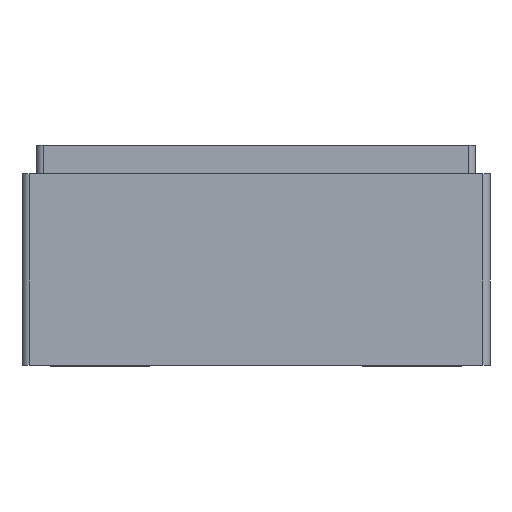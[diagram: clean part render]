
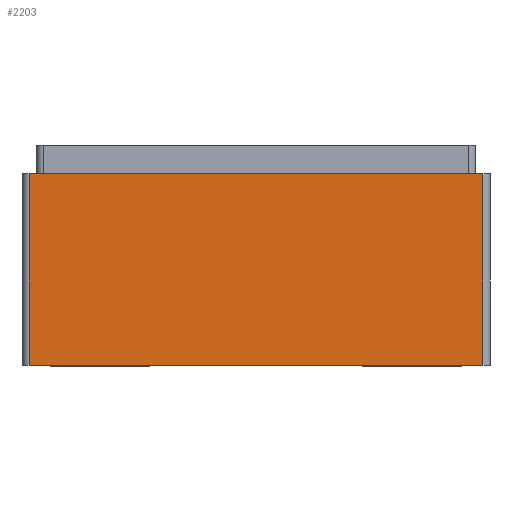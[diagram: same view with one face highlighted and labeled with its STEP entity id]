
A CAD part, front view. The second image highlights one B-rep face of the part: STEP entity #2203.
In plain terms, the highlighted planar face has unit normal (0, -1, 0).
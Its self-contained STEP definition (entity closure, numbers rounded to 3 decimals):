
#53=PLANE('',#2391);
#174=FACE_OUTER_BOUND('',#317,.T.);
#317=EDGE_LOOP('',(#1596,#1597,#1598,#1599));
#474=LINE('',#3282,#738);
#475=LINE('',#3285,#739);
#476=LINE('',#3287,#740);
#477=LINE('',#3288,#741);
#738=VECTOR('',#2628,10.);
#739=VECTOR('',#2631,10.);
#740=VECTOR('',#2632,10.);
#741=VECTOR('',#2633,10.);
#1059=VERTEX_POINT('',#3275);
#1062=VERTEX_POINT('',#3280);
#1063=VERTEX_POINT('',#3284);
#1064=VERTEX_POINT('',#3286);
#1275=EDGE_CURVE('',#1062,#1059,#474,.T.);
#1276=EDGE_CURVE('',#1062,#1063,#475,.T.);
#1277=EDGE_CURVE('',#1064,#1063,#476,.T.);
#1278=EDGE_CURVE('',#1059,#1064,#477,.T.);
#1596=ORIENTED_EDGE('',*,*,#1275,.F.);
#1597=ORIENTED_EDGE('',*,*,#1276,.T.);
#1598=ORIENTED_EDGE('',*,*,#1277,.F.);
#1599=ORIENTED_EDGE('',*,*,#1278,.F.);
#2203=ADVANCED_FACE('',(#174),#53,.T.);
#2391=AXIS2_PLACEMENT_3D('',#3283,#2629,#2630);
#2628=DIRECTION('',(0.,0.,1.));
#2629=DIRECTION('center_axis',(0.,-1.,0.));
#2630=DIRECTION('ref_axis',(1.,0.,0.));
#2631=DIRECTION('',(1.,0.,0.));
#2632=DIRECTION('',(0.,0.,-1.));
#2633=DIRECTION('',(1.,0.,0.));
#3275=CARTESIAN_POINT('',(-1.6,-2.8,1.35));
#3280=CARTESIAN_POINT('',(-1.6,-2.8,0.));
#3282=CARTESIAN_POINT('',(-1.6,-2.8,0.));
#3283=CARTESIAN_POINT('Origin',(-1.65,-2.8,0.));
#3284=CARTESIAN_POINT('',(1.6,-2.8,0.));
#3285=CARTESIAN_POINT('',(-1.65,-2.8,0.));
#3286=CARTESIAN_POINT('',(1.6,-2.8,1.35));
#3287=CARTESIAN_POINT('',(1.6,-2.8,0.));
#3288=CARTESIAN_POINT('',(-1.65,-2.8,1.35));
